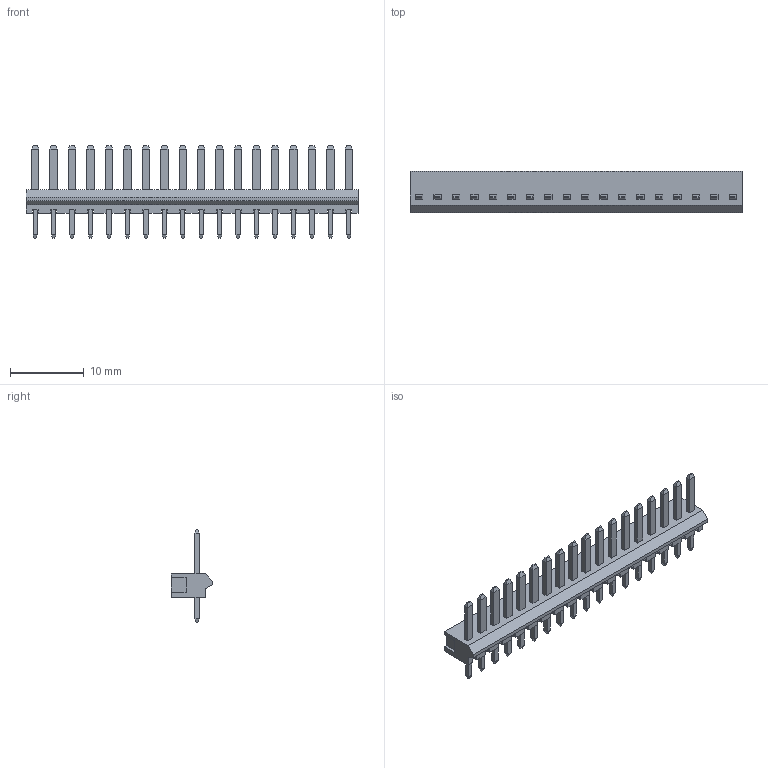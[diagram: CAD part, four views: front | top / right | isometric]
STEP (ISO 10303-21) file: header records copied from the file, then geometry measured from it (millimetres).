
FILE_DESCRIPTION(('FreeCAD Model'),'2;1');
FILE_NAME('Open CASCADE Shape Model','2021-07-29T09:54:46',( 'kicad StepUp'),('ksu MCAD'),'Open CASCADE STEP processor 7.4', 'FreeCAD','Unknown');
FILE_SCHEMA(('AUTOMOTIVE_DESIGN { 1 0 10303 214 1 1 1 1 }'));
Length unit declared in the file: millimetre
Products named in the file (1): JST_NH_B18P-SHF-1AA_1x18_P2.50mm_Vertical.copy
Bounding box: 45 x 5.6 x 12.6 mm (x, y, z)
Volume: 699.5 mm3; surface area: 1579.4 mm2
Topology: 37 solids, 37 shells, 534 faces, 1185 edges, 742 vertices
Faces by surface type: plane 390, bspline 144
Entity records: 32488 total; most frequent: CARTESIAN_POINT 6432, DIRECTION 3169, LINE 2387, VECTOR 2387, ORIENTED_EDGE 2370, PCURVE 2370, DEFINITIONAL_REPRESENTATION 2370, EDGE_CURVE 1185
